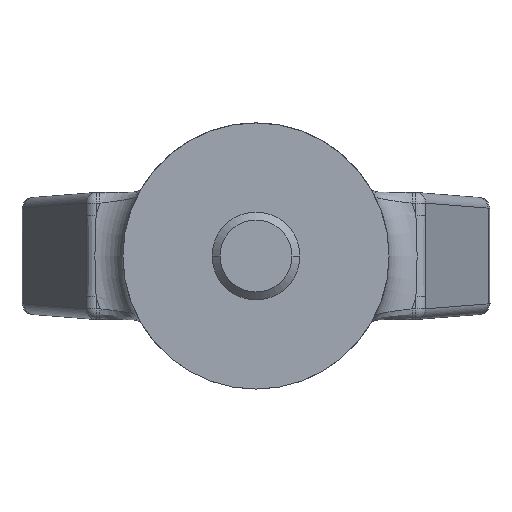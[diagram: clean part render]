
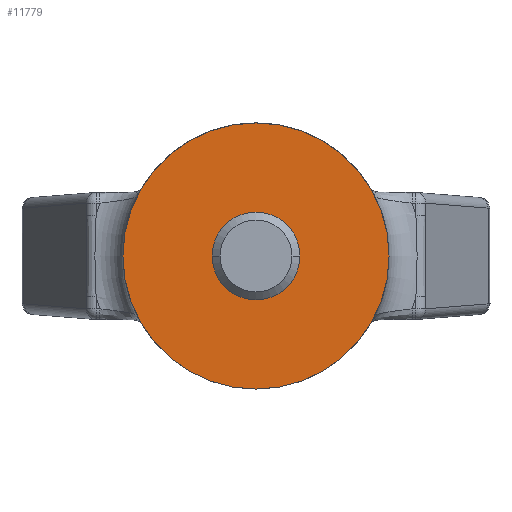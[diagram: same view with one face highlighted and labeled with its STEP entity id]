
A CAD part, front view. The second image highlights one B-rep face of the part: STEP entity #11779.
In plain terms, the highlighted planar face has unit normal (0, -1, 0).
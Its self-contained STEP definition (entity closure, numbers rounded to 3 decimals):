
#2331=CARTESIAN_POINT('',(0.,-86.,0.));
#2332=DIRECTION('',(0.,-1.,0.));
#2333=DIRECTION('',(-1.,0.,0.));
#2334=AXIS2_PLACEMENT_3D('',#2331,#2332,#2333);
#2336=CARTESIAN_POINT('',(0.,-86.,0.));
#2337=DIRECTION('',(0.,1.,0.));
#2338=DIRECTION('',(-1.,0.,0.));
#2339=AXIS2_PLACEMENT_3D('',#2336,#2337,#2338);
#6360=CARTESIAN_POINT('',(-50.,-86.,0.));
#6361=CARTESIAN_POINT('',(50.,-86.,0.));
#6362=VERTEX_POINT('',#6360);
#6363=VERTEX_POINT('',#6361);
#11770=CARTESIAN_POINT('',(0.,-86.,0.));
#11771=DIRECTION('',(0.,1.,0.));
#11772=DIRECTION('',(1.,0.,0.));
#11773=AXIS2_PLACEMENT_3D('',#11770,#11771,#11772);
#11774=PLANE('',#11773);
#11775=ORIENTED_EDGE('',*,*,#8819,.F.);
#11776=ORIENTED_EDGE('',*,*,#11736,.T.);
#11777=EDGE_LOOP('',(#11775,#11776));
#11778=FACE_OUTER_BOUND('',#11777,.F.);
#11779=ADVANCED_FACE('',(#11778),#11774,.F.);
#2335=CIRCLE('',#2334,50.);
#2340=CIRCLE('',#2339,50.);
#8819=EDGE_CURVE('',#6362,#6363,#2335,.T.);
#11736=EDGE_CURVE('',#6362,#6363,#2340,.T.);
